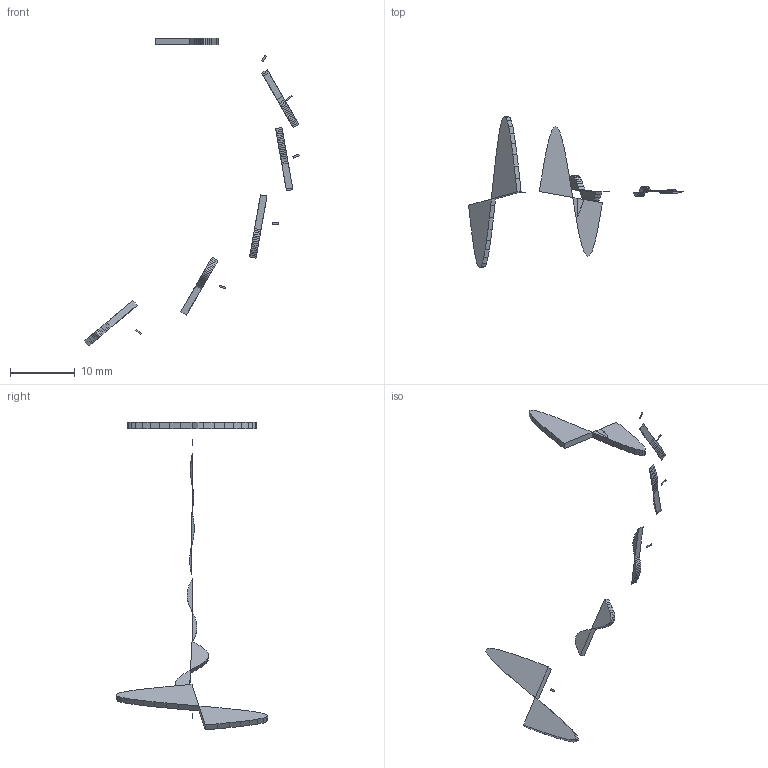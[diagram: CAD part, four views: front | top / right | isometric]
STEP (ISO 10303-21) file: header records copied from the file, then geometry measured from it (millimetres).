
FILE_DESCRIPTION(('Open CASCADE Model'),'2;1');
FILE_NAME('Open CASCADE Shape Model','2024-05-31T20:45:57',('Author'),( 'Open CASCADE'),'Open CASCADE STEP processor 7.7','Open CASCADE 7.7' ,'Unknown');
FILE_SCHEMA(('AUTOMOTIVE_DESIGN { 1 0 10303 214 1 1 1 1 }'));
Length unit declared in the file: millimetre
Products named in the file (13): Open CASCADE STEP translator 7.7 20; Open CASCADE STEP translator 7.7 20.1; Open CASCADE STEP translator 7.7 20.2; Open CASCADE STEP translator 7.7 20.3; Open CASCADE STEP translator 7.7 20.4; Open CASCADE STEP translator 7.7 20.5; Open CASCADE STEP translator 7.7 20.6; Open CASCADE STEP translator 7.7 20.7; Open CASCADE STEP translator 7.7 20.8; Open CASCADE STEP translator 7.7 20.9; Open CASCADE STEP translator 7.7 20.10; Open CASCADE STEP translator 7.7 20.11; Open CASCADE STEP translator 7.7 20.12
Assembly tree (12 placements, depth 2):
  Open CASCADE STEP translator 7.7 20
    Open CASCADE STEP translator 7.7 20.1
    Open CASCADE STEP translator 7.7 20.2
    Open CASCADE STEP translator 7.7 20.3
    Open CASCADE STEP translator 7.7 20.4
    Open CASCADE STEP translator 7.7 20.5
    Open CASCADE STEP translator 7.7 20.6
    Open CASCADE STEP translator 7.7 20.7
    Open CASCADE STEP translator 7.7 20.8
    Open CASCADE STEP translator 7.7 20.9
    Open CASCADE STEP translator 7.7 20.10
    Open CASCADE STEP translator 7.7 20.11
    Open CASCADE STEP translator 7.7 20.12
Bounding box: 33.11 x 23.33 x 47.46 mm (x, y, z)
Volume: 22.3 mm3; surface area: 495.9 mm2
Topology: 12 solids, 12 shells, 264 faces, 708 edges, 468 vertices
Faces by surface type: plane 264
Entity records: 16848 total; most frequent: CARTESIAN_POINT 2789, DIRECTION 2566, LINE 2036, VECTOR 2036, ORIENTED_EDGE 1368, PCURVE 1368, DEFINITIONAL_REPRESENTATION 1368, EDGE_CURVE 684
